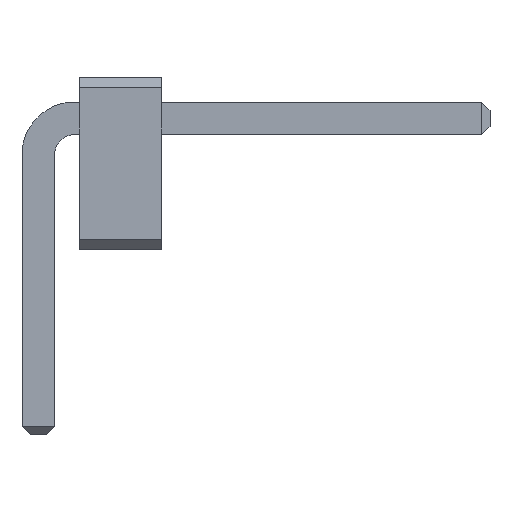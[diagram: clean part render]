
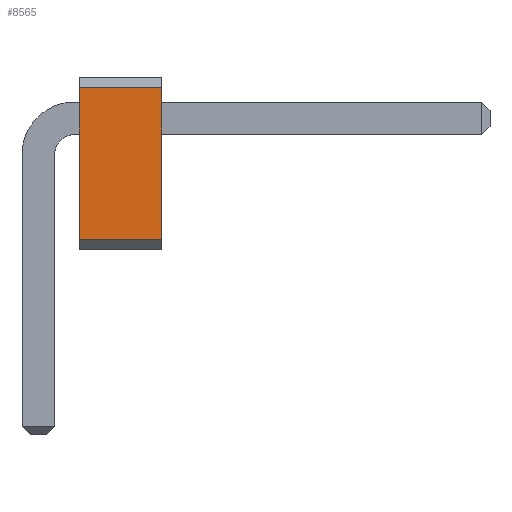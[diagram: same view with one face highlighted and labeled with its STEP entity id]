
A CAD part, front view. The second image highlights one B-rep face of the part: STEP entity #8565.
In plain terms, the highlighted planar face has unit normal (0, -1, 0).
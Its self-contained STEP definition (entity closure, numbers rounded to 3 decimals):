
#839 = VERTEX_POINT('',#840);
#840 = CARTESIAN_POINT('',(1.5,-40.005,1.423));
#846 = EDGE_CURVE('',#847,#839,#849,.T.);
#847 = VERTEX_POINT('',#848);
#848 = CARTESIAN_POINT('',(1.5,-40.005,-0.423));
#849 = LINE('',#850,#851);
#850 = CARTESIAN_POINT('',(1.5,-40.005,-0.55));
#851 = VECTOR('',#852,1.);
#852 = DIRECTION('',(0.,0.,1.));
#3503 = VERTEX_POINT('',#3504);
#3504 = CARTESIAN_POINT('',(0.5,-40.005,-0.423));
#3510 = EDGE_CURVE('',#3503,#3511,#3513,.T.);
#3511 = VERTEX_POINT('',#3512);
#3512 = CARTESIAN_POINT('',(0.5,-40.005,1.423));
#3513 = LINE('',#3514,#3515);
#3514 = CARTESIAN_POINT('',(0.5,-40.005,-0.55));
#3515 = VECTOR('',#3516,1.);
#3516 = DIRECTION('',(0.,0.,1.));
#8555 = EDGE_CURVE('',#847,#3503,#8556,.T.);
#8556 = LINE('',#8557,#8558);
#8557 = CARTESIAN_POINT('',(1.5,-40.005,-0.423));
#8558 = VECTOR('',#8559,1.);
#8559 = DIRECTION('',(-1.,0.,0.));
#8565 = ADVANCED_FACE('',(#8566),#8577,.F.);
#8566 = FACE_BOUND('',#8567,.F.);
#8567 = EDGE_LOOP('',(#8568,#8569,#8570,#8571));
#8568 = ORIENTED_EDGE('',*,*,#846,.F.);
#8569 = ORIENTED_EDGE('',*,*,#8555,.T.);
#8570 = ORIENTED_EDGE('',*,*,#3510,.T.);
#8571 = ORIENTED_EDGE('',*,*,#8572,.F.);
#8572 = EDGE_CURVE('',#839,#3511,#8573,.T.);
#8573 = LINE('',#8574,#8575);
#8574 = CARTESIAN_POINT('',(1.5,-40.005,1.423));
#8575 = VECTOR('',#8576,1.);
#8576 = DIRECTION('',(-1.,0.,0.));
#8577 = PLANE('',#8578);
#8578 = AXIS2_PLACEMENT_3D('',#8579,#8580,#8581);
#8579 = CARTESIAN_POINT('',(1.5,-40.005,-0.55));
#8580 = DIRECTION('',(0.,1.,0.));
#8581 = DIRECTION('',(0.,0.,1.));
